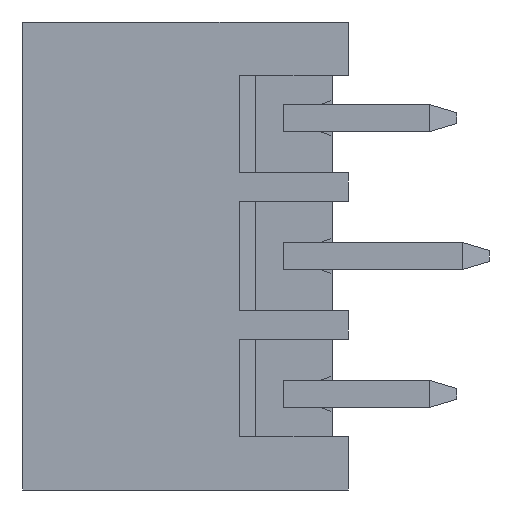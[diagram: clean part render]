
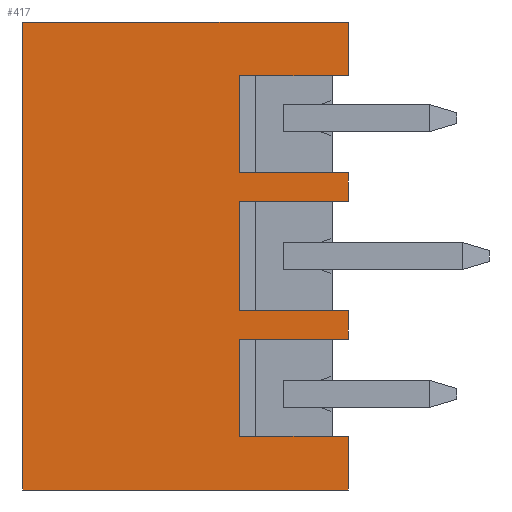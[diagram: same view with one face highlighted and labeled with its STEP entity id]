
A CAD part, front view. The second image highlights one B-rep face of the part: STEP entity #417.
In plain terms, the highlighted planar face has unit normal (0, -1, 0).
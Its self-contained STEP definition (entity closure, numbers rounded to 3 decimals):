
#417 = ADVANCED_FACE( '', ( #889 ), #890, .F. );
#889 = FACE_OUTER_BOUND( '', #1403, .T. );
#890 = PLANE( '', #1404 );
#1403 = EDGE_LOOP( '', ( #2575, #2576, #2577, #2578, #2579, #2580, #2581, #2582, #2583, #2584, #2585, #2586, #2587, #2588, #2589, #2590 ) );
#1404 = AXIS2_PLACEMENT_3D( '', #2591, #2592, #2593 );
#2575 = ORIENTED_EDGE( '', *, *, #3296, .T. );
#2576 = ORIENTED_EDGE( '', *, *, #3540, .F. );
#2577 = ORIENTED_EDGE( '', *, *, #3541, .T. );
#2578 = ORIENTED_EDGE( '', *, *, #3542, .T. );
#2579 = ORIENTED_EDGE( '', *, *, #3543, .F. );
#2580 = ORIENTED_EDGE( '', *, *, #3463, .F. );
#2581 = ORIENTED_EDGE( '', *, *, #3544, .F. );
#2582 = ORIENTED_EDGE( '', *, *, #3545, .T. );
#2583 = ORIENTED_EDGE( '', *, *, #3546, .T. );
#2584 = ORIENTED_EDGE( '', *, *, #3273, .F. );
#2585 = ORIENTED_EDGE( '', *, *, #3370, .T. );
#2586 = ORIENTED_EDGE( '', *, *, #3387, .T. );
#2587 = ORIENTED_EDGE( '', *, *, #3097, .T. );
#2588 = ORIENTED_EDGE( '', *, *, #3522, .F. );
#2589 = ORIENTED_EDGE( '', *, *, #3512, .F. );
#2590 = ORIENTED_EDGE( '', *, *, #3171, .F. );
#2591 = CARTESIAN_POINT( '', ( 243.133, 189.167, 117.4 ) );
#2592 = DIRECTION( '', ( 0., 1., 0. ) );
#2593 = DIRECTION( '', ( 0., 0., -1. ) );
#3097 = EDGE_CURVE( '', #3714, #3711, #3715, .T. );
#3171 = EDGE_CURVE( '', #3842, #3844, #3845, .T. );
#3273 = EDGE_CURVE( '', #4015, #4017, #4018, .T. );
#3296 = EDGE_CURVE( '', #3842, #4050, #4052, .T. );
#3370 = EDGE_CURVE( '', #4015, #4157, #4159, .T. );
#3387 = EDGE_CURVE( '', #4157, #3714, #4184, .T. );
#3463 = EDGE_CURVE( '', #4283, #4285, #4286, .T. );
#3512 = EDGE_CURVE( '', #3844, #4343, #4347, .T. );
#3522 = EDGE_CURVE( '', #4343, #3711, #4361, .T. );
#3540 = EDGE_CURVE( '', #4383, #4050, #4384, .T. );
#3541 = EDGE_CURVE( '', #4383, #4385, #4386, .T. );
#3542 = EDGE_CURVE( '', #4385, #4387, #4388, .T. );
#3543 = EDGE_CURVE( '', #4285, #4387, #4389, .T. );
#3544 = EDGE_CURVE( '', #4390, #4283, #4391, .T. );
#3545 = EDGE_CURVE( '', #4390, #4392, #4393, .T. );
#3546 = EDGE_CURVE( '', #4392, #4017, #4394, .T. );
#3711 = VERTEX_POINT( '', #4596 );
#3714 = VERTEX_POINT( '', #4600 );
#3715 = LINE( '', #4601, #4602 );
#3842 = VERTEX_POINT( '', #4792 );
#3844 = VERTEX_POINT( '', #4795 );
#3845 = LINE( '', #4796, #4797 );
#4015 = VERTEX_POINT( '', #5046 );
#4017 = VERTEX_POINT( '', #5049 );
#4018 = LINE( '', #5050, #5051 );
#4050 = VERTEX_POINT( '', #5099 );
#4052 = LINE( '', #5102, #5103 );
#4157 = VERTEX_POINT( '', #5259 );
#4159 = LINE( '', #5262, #5263 );
#4184 = LINE( '', #5299, #5300 );
#4283 = VERTEX_POINT( '', #5454 );
#4285 = VERTEX_POINT( '', #5457 );
#4286 = LINE( '', #5458, #5459 );
#4343 = VERTEX_POINT( '', #5542 );
#4347 = LINE( '', #5548, #5549 );
#4361 = LINE( '', #5569, #5570 );
#4383 = VERTEX_POINT( '', #5602 );
#4384 = LINE( '', #5603, #5604 );
#4385 = VERTEX_POINT( '', #5605 );
#4386 = LINE( '', #5606, #5607 );
#4387 = VERTEX_POINT( '', #5608 );
#4388 = LINE( '', #5609, #5610 );
#4389 = LINE( '', #5611, #5612 );
#4390 = VERTEX_POINT( '', #5613 );
#4391 = LINE( '', #5614, #5615 );
#4392 = VERTEX_POINT( '', #5616 );
#4393 = LINE( '', #5617, #5618 );
#4394 = LINE( '', #5619, #5620 );
#4596 = CARTESIAN_POINT( '', ( 251.133, 189.167, 116.24 ) );
#4600 = CARTESIAN_POINT( '', ( 251.133, 189.167, 112.66 ) );
#4601 = CARTESIAN_POINT( '', ( 251.133, 189.167, 117.48 ) );
#4602 = VECTOR( '', #5805, 1000. );
#4792 = CARTESIAN_POINT( '', ( 243.133, 189.167, 118.22 ) );
#4795 = CARTESIAN_POINT( '', ( 255.133, 189.167, 118.22 ) );
#4796 = CARTESIAN_POINT( '', ( 255.133, 189.167, 118.22 ) );
#4797 = VECTOR( '', #5864, 1000. );
#5046 = CARTESIAN_POINT( '', ( 255.133, 189.167, 111.62 ) );
#5049 = CARTESIAN_POINT( '', ( 251.133, 189.167, 111.62 ) );
#5050 = CARTESIAN_POINT( '', ( 252.133, 189.167, 111.62 ) );
#5051 = VECTOR( '', #5963, 1000. );
#5099 = CARTESIAN_POINT( '', ( 243.133, 189.167, 100.98 ) );
#5102 = CARTESIAN_POINT( '', ( 243.133, 189.167, 112.36 ) );
#5103 = VECTOR( '', #5981, 1000. );
#5259 = CARTESIAN_POINT( '', ( 255.133, 189.167, 112.66 ) );
#5262 = CARTESIAN_POINT( '', ( 255.133, 189.167, 112.42 ) );
#5263 = VECTOR( '', #6043, 1000. );
#5299 = CARTESIAN_POINT( '', ( 252.133, 189.167, 112.66 ) );
#5300 = VECTOR( '', #6055, 1000. );
#5454 = CARTESIAN_POINT( '', ( 255.133, 189.167, 106.54 ) );
#5457 = CARTESIAN_POINT( '', ( 251.133, 189.167, 106.54 ) );
#5458 = CARTESIAN_POINT( '', ( 252.133, 189.167, 106.54 ) );
#5459 = VECTOR( '', #6112, 1000. );
#5542 = CARTESIAN_POINT( '', ( 255.133, 189.167, 116.24 ) );
#5548 = CARTESIAN_POINT( '', ( 255.133, 189.167, 116.9 ) );
#5549 = VECTOR( '', #6147, 1000. );
#5569 = CARTESIAN_POINT( '', ( 252.133, 189.167, 116.24 ) );
#5570 = VECTOR( '', #6154, 1000. );
#5602 = CARTESIAN_POINT( '', ( 255.133, 189.167, 100.98 ) );
#5603 = CARTESIAN_POINT( '', ( 243.133, 189.167, 100.98 ) );
#5604 = VECTOR( '', #6165, 1000. );
#5605 = CARTESIAN_POINT( '', ( 255.133, 189.167, 102.96 ) );
#5606 = CARTESIAN_POINT( '', ( 255.133, 189.167, 102.3 ) );
#5607 = VECTOR( '', #6166, 1000. );
#5608 = CARTESIAN_POINT( '', ( 251.133, 189.167, 102.96 ) );
#5609 = CARTESIAN_POINT( '', ( 252.133, 189.167, 102.96 ) );
#5610 = VECTOR( '', #6167, 1000. );
#5611 = CARTESIAN_POINT( '', ( 251.133, 189.167, 100.22 ) );
#5612 = VECTOR( '', #6168, 1000. );
#5613 = CARTESIAN_POINT( '', ( 255.133, 189.167, 107.58 ) );
#5614 = CARTESIAN_POINT( '', ( 255.133, 189.167, 106.74 ) );
#5615 = VECTOR( '', #6169, 1000. );
#5616 = CARTESIAN_POINT( '', ( 251.133, 189.167, 107.58 ) );
#5617 = CARTESIAN_POINT( '', ( 252.133, 189.167, 107.58 ) );
#5618 = VECTOR( '', #6170, 1000. );
#5619 = CARTESIAN_POINT( '', ( 251.133, 189.167, 112.4 ) );
#5620 = VECTOR( '', #6171, 1000. );
#5805 = DIRECTION( '', ( 0., 0., 1. ) );
#5864 = DIRECTION( '', ( 1., 0., 0. ) );
#5963 = DIRECTION( '', ( -1., 0., 0. ) );
#5981 = DIRECTION( '', ( 0., 0., -1. ) );
#6043 = DIRECTION( '', ( 0., 0., 1. ) );
#6055 = DIRECTION( '', ( -1., 0., 0. ) );
#6112 = DIRECTION( '', ( -1., 0., 0. ) );
#6147 = DIRECTION( '', ( 0., 0., -1. ) );
#6154 = DIRECTION( '', ( -1., 0., 0. ) );
#6165 = DIRECTION( '', ( -1., 0., 0. ) );
#6166 = DIRECTION( '', ( 0., 0., 1. ) );
#6167 = DIRECTION( '', ( -1., 0., 0. ) );
#6168 = DIRECTION( '', ( 0., 0., -1. ) );
#6169 = DIRECTION( '', ( 0., 0., -1. ) );
#6170 = DIRECTION( '', ( -1., 0., 0. ) );
#6171 = DIRECTION( '', ( 0., 0., 1. ) );
